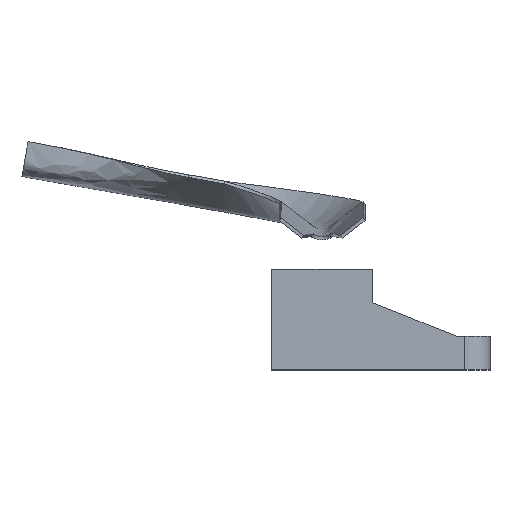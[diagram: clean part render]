
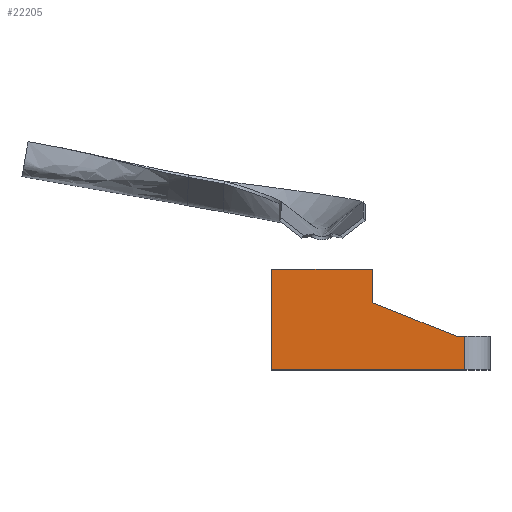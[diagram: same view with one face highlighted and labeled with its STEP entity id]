
A CAD part, top view. The second image highlights one B-rep face of the part: STEP entity #22205.
In plain terms, the highlighted planar face has unit normal (0, 0, 1).
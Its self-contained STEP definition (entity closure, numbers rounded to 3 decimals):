
#518 = DIRECTION ( 'NONE',  ( 0., -1., 0. ) ) ;
#763 = CARTESIAN_POINT ( 'NONE',  ( -30., 0., 212.606 ) ) ;
#830 = CARTESIAN_POINT ( 'NONE',  ( -30., -60., 212.606 ) ) ;
#917 = DIRECTION ( 'NONE',  ( 1., 0., 0. ) ) ;
#2297 = VECTOR ( 'NONE', #5104, 1000. ) ;
#2474 = EDGE_CURVE ( 'NONE', #8506, #17443, #7013, .T. ) ;
#2769 = EDGE_CURVE ( 'NONE', #3247, #15697, #8853, .T. ) ;
#3136 = VERTEX_POINT ( 'NONE', #5782 ) ;
#3247 = VERTEX_POINT ( 'NONE', #18948 ) ;
#3429 = DIRECTION ( 'NONE',  ( 0.928, -0.371, 0. ) ) ;
#4021 = EDGE_CURVE ( 'NONE', #17443, #15697, #6833, .T. ) ;
#4448 = DIRECTION ( 'NONE',  ( -1., 0., 0. ) ) ;
#4759 = EDGE_CURVE ( 'NONE', #3136, #8506, #18028, .T. ) ;
#5048 = CARTESIAN_POINT ( 'NONE',  ( 85., -40., 212.606 ) ) ;
#5104 = DIRECTION ( 'NONE',  ( 0., -1., 0. ) ) ;
#5506 = CARTESIAN_POINT ( 'NONE',  ( 100., -60., 212.606 ) ) ;
#5782 = CARTESIAN_POINT ( 'NONE',  ( 30., 0., 212.606 ) ) ;
#5812 = VECTOR ( 'NONE', #14969, 1000. ) ;
#6833 = LINE ( 'NONE', #21713, #13705 ) ;
#7013 = LINE ( 'NONE', #21779, #21926 ) ;
#8208 = VERTEX_POINT ( 'NONE', #830 ) ;
#8389 = EDGE_CURVE ( 'NONE', #3247, #8208, #11283, .T. ) ;
#8506 = VERTEX_POINT ( 'NONE', #16694 ) ;
#8853 = LINE ( 'NONE', #5048, #10145 ) ;
#10003 = CARTESIAN_POINT ( 'NONE',  ( 80., -40., 212.606 ) ) ;
#10145 = VECTOR ( 'NONE', #16237, 1000. ) ;
#10795 = ORIENTED_EDGE ( 'NONE', *, *, #2474, .F. ) ;
#11014 = CARTESIAN_POINT ( 'NONE',  ( -30., 0., 212.606 ) ) ;
#11283 = LINE ( 'NONE', #5506, #5812 ) ;
#12434 = CARTESIAN_POINT ( 'NONE',  ( 85., -40., 212.606 ) ) ;
#12518 = ORIENTED_EDGE ( 'NONE', *, *, #2769, .T. ) ;
#12759 = VERTEX_POINT ( 'NONE', #11014 ) ;
#13008 = ORIENTED_EDGE ( 'NONE', *, *, #14475, .T. ) ;
#13257 = EDGE_LOOP ( 'NONE', ( #15314, #12518, #16298, #10795, #14396, #16305, #13008 ) ) ;
#13705 = VECTOR ( 'NONE', #917, 1000. ) ;
#14396 = ORIENTED_EDGE ( 'NONE', *, *, #4759, .F. ) ;
#14475 = EDGE_CURVE ( 'NONE', #12759, #8208, #20954, .T. ) ;
#14789 = VECTOR ( 'NONE', #518, 1000. ) ;
#14969 = DIRECTION ( 'NONE',  ( -1., 0., 0. ) ) ;
#15314 = ORIENTED_EDGE ( 'NONE', *, *, #8389, .F. ) ;
#15510 = FACE_OUTER_BOUND ( 'NONE', #13257, .T. ) ;
#15697 = VERTEX_POINT ( 'NONE', #12434 ) ;
#16237 = DIRECTION ( 'NONE',  ( 0., 1., 0. ) ) ;
#16298 = ORIENTED_EDGE ( 'NONE', *, *, #4021, .F. ) ;
#16305 = ORIENTED_EDGE ( 'NONE', *, *, #21099, .T. ) ;
#16694 = CARTESIAN_POINT ( 'NONE',  ( 30., -20., 212.606 ) ) ;
#17443 = VERTEX_POINT ( 'NONE', #10003 ) ;
#18028 = LINE ( 'NONE', #21362, #2297 ) ;
#18173 = CARTESIAN_POINT ( 'NONE',  ( 100., 0., 212.606 ) ) ;
#18283 = VECTOR ( 'NONE', #20272, 1000. ) ;
#18948 = CARTESIAN_POINT ( 'NONE',  ( 85., -60., 212.606 ) ) ;
#19707 = CARTESIAN_POINT ( 'NONE',  ( 100., 0., 212.606 ) ) ;
#20272 = DIRECTION ( 'NONE',  ( -1., 0., 0. ) ) ;
#20954 = LINE ( 'NONE', #763, #14789 ) ;
#21071 = AXIS2_PLACEMENT_3D ( 'NONE', #19707, #23022, #4448 ) ;
#21099 = EDGE_CURVE ( 'NONE', #3136, #12759, #23373, .T. ) ;
#21307 = PLANE ( 'NONE',  #21071 ) ;
#21362 = CARTESIAN_POINT ( 'NONE',  ( 30., 0., 212.606 ) ) ;
#21713 = CARTESIAN_POINT ( 'NONE',  ( 80., -40., 212.606 ) ) ;
#21779 = CARTESIAN_POINT ( 'NONE',  ( 30., -20., 212.606 ) ) ;
#21926 = VECTOR ( 'NONE', #3429, 1000. ) ;
#22205 = ADVANCED_FACE ( 'NONE', ( #15510 ), #21307, .F. ) ;
#23022 = DIRECTION ( 'NONE',  ( 0., 0., -1. ) ) ;
#23373 = LINE ( 'NONE', #18173, #18283 ) ;
